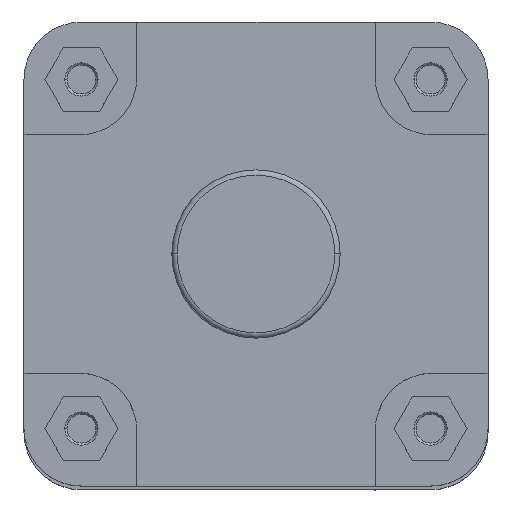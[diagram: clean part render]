
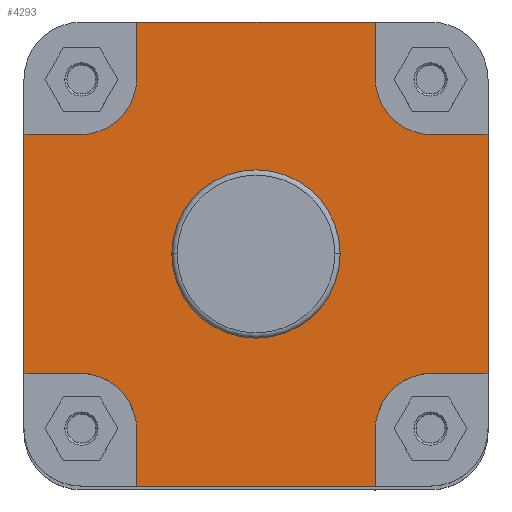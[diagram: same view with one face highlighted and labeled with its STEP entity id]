
A CAD part, top view. The second image highlights one B-rep face of the part: STEP entity #4293.
In plain terms, the highlighted planar face has unit normal (0, 0, 1).
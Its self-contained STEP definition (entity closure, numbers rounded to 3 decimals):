
#788 = CARTESIAN_POINT ( 'NONE',  ( 0., 39.9, -65.368 ) ) ;
#796 = CARTESIAN_POINT ( 'NONE',  ( 56.5, 83.75, -65.368 ) ) ;
#800 = CARTESIAN_POINT ( 'NONE',  ( -56.5, 110., -65.368 ) ) ;
#801 = PLANE ( 'NONE',  #1401 ) ;
#802 = DIRECTION ( 'NONE',  ( 0., 0., -1. ) ) ;
#803 = DIRECTION ( 'NONE',  ( -1., 0., 0. ) ) ;
#804 = CARTESIAN_POINT ( 'NONE',  ( -83.75, -56.5, -65.368 ) ) ;
#805 = CARTESIAN_POINT ( 'NONE',  ( 110., -56.5, -65.368 ) ) ;
#806 = CARTESIAN_POINT ( 'NONE',  ( 56.5, 110., -65.368 ) ) ;
#807 = CARTESIAN_POINT ( 'NONE',  ( 110., 56.5, -65.368 ) ) ;
#808 = CARTESIAN_POINT ( 'NONE',  ( 83.75, 56.5, -65.368 ) ) ;
#810 = CARTESIAN_POINT ( 'NONE',  ( -110., -56.5, -65.368 ) ) ;
#812 = CARTESIAN_POINT ( 'NONE',  ( 56.5, -110., -65.368 ) ) ;
#813 = CARTESIAN_POINT ( 'NONE',  ( -56.5, -110., -65.368 ) ) ;
#814 = CARTESIAN_POINT ( 'NONE',  ( 56.5, -83.75, -65.368 ) ) ;
#815 = CARTESIAN_POINT ( 'NONE',  ( 83.75, -56.5, -65.368 ) ) ;
#824 = CARTESIAN_POINT ( 'NONE',  ( -83.75, 56.5, -65.368 ) ) ;
#827 = CARTESIAN_POINT ( 'NONE',  ( -56.5, 83.75, -65.368 ) ) ;
#833 = CARTESIAN_POINT ( 'NONE',  ( -56.5, -83.75, -65.368 ) ) ;
#837 = CARTESIAN_POINT ( 'NONE',  ( -110., 56.5, -65.368 ) ) ;
#1029 = CARTESIAN_POINT ( 'NONE',  ( 39.9, 0., -65.368 ) ) ;
#1036 = CARTESIAN_POINT ( 'NONE',  ( -39.9, 0., -65.368 ) ) ;
#1226 = CARTESIAN_POINT ( 'NONE',  ( 0., 0., -65.368 ) ) ;
#1228 = DIRECTION ( 'NONE',  ( 0., 0., 1. ) ) ;
#1229 = DIRECTION ( 'NONE',  ( 1., 0., 0. ) ) ;
#1401 = AXIS2_PLACEMENT_3D ( 'NONE', #788, #802, #803 ) ;
#1417 = AXIS2_PLACEMENT_3D ( 'NONE', #1226, #1228, #1229 ) ;
#1420 = AXIS2_PLACEMENT_3D ( 'NONE', #2570, #2571, #2572 ) ;
#1426 = AXIS2_PLACEMENT_3D ( 'NONE', #2547, #2548, #2549 ) ;
#1428 = AXIS2_PLACEMENT_3D ( 'NONE', #2561, #2562, #2563 ) ;
#1429 = AXIS2_PLACEMENT_3D ( 'NONE', #2554, #2555, #2556 ) ;
#1430 = AXIS2_PLACEMENT_3D ( 'NONE', #2579, #2580, #2581 ) ;
#1651 = CIRCLE ( 'NONE', #1417, 39.9 ) ;
#1744 = LINE ( 'NONE', #2544, #1748 ) ;
#1747 = VECTOR ( 'NONE', #2551, 1000. ) ;
#1748 = VECTOR ( 'NONE', #2546, 1000. ) ;
#1749 = LINE ( 'NONE', #2550, #1747 ) ;
#1750 = VECTOR ( 'NONE', #2565, 1000. ) ;
#1751 = LINE ( 'NONE', #2545, #1753 ) ;
#1752 = CIRCLE ( 'NONE', #1426, 39.9 ) ;
#1753 = VECTOR ( 'NONE', #2553, 1000. ) ;
#1754 = VECTOR ( 'NONE', #2557, 1000. ) ;
#1755 = LINE ( 'NONE', #2552, #1754 ) ;
#1756 = CIRCLE ( 'NONE', #1429, 27.25 ) ;
#1757 = LINE ( 'NONE', #2559, #1758 ) ;
#1758 = VECTOR ( 'NONE', #2560, 1000. ) ;
#1759 = LINE ( 'NONE', #2566, #1764 ) ;
#1760 = LINE ( 'NONE', #2564, #1763 ) ;
#1761 = LINE ( 'NONE', #2558, #1750 ) ;
#1762 = CIRCLE ( 'NONE', #1428, 27.25 ) ;
#1763 = VECTOR ( 'NONE', #2567, 1000. ) ;
#1764 = VECTOR ( 'NONE', #2569, 1000. ) ;
#1765 = VECTOR ( 'NONE', #2574, 1000. ) ;
#1766 = LINE ( 'NONE', #2575, #1771 ) ;
#1767 = LINE ( 'NONE', #2573, #1770 ) ;
#1768 = LINE ( 'NONE', #2568, #1765 ) ;
#1769 = CIRCLE ( 'NONE', #1420, 27.25 ) ;
#1770 = VECTOR ( 'NONE', #2576, 1000. ) ;
#1771 = VECTOR ( 'NONE', #2578, 1000. ) ;
#1772 = VECTOR ( 'NONE', #2583, 1000. ) ;
#1773 = LINE ( 'NONE', #2577, #1772 ) ;
#1774 = CIRCLE ( 'NONE', #1430, 27.25 ) ;
#2544 = CARTESIAN_POINT ( 'NONE',  ( -56.5, -83.75, -65.368 ) ) ;
#2545 = CARTESIAN_POINT ( 'NONE',  ( -110., -242.141, -65.368 ) ) ;
#2546 = DIRECTION ( 'NONE',  ( 0., 1., 0. ) ) ;
#2547 = CARTESIAN_POINT ( 'NONE',  ( 0., 0., -65.368 ) ) ;
#2548 = DIRECTION ( 'NONE',  ( 0., 0., 1. ) ) ;
#2549 = DIRECTION ( 'NONE',  ( 1., 0., 0. ) ) ;
#2550 = CARTESIAN_POINT ( 'NONE',  ( -110., -56.5, -65.368 ) ) ;
#2551 = DIRECTION ( 'NONE',  ( -1., 0., 0. ) ) ;
#2552 = CARTESIAN_POINT ( 'NONE',  ( 0., -110., -65.368 ) ) ;
#2553 = DIRECTION ( 'NONE',  ( 0., -1., 0. ) ) ;
#2554 = CARTESIAN_POINT ( 'NONE',  ( -83.75, -83.75, -65.368 ) ) ;
#2555 = DIRECTION ( 'NONE',  ( 0., 0., 1. ) ) ;
#2556 = DIRECTION ( 'NONE',  ( -1., 0., 0. ) ) ;
#2557 = DIRECTION ( 'NONE',  ( 1., 0., 0. ) ) ;
#2558 = CARTESIAN_POINT ( 'NONE',  ( 83.75, -56.5, -65.368 ) ) ;
#2559 = CARTESIAN_POINT ( 'NONE',  ( 56.5, -110., -65.368 ) ) ;
#2560 = DIRECTION ( 'NONE',  ( 0., -1., 0. ) ) ;
#2561 = CARTESIAN_POINT ( 'NONE',  ( 83.75, -83.75, -65.368 ) ) ;
#2562 = DIRECTION ( 'NONE',  ( 0., 0., 1. ) ) ;
#2563 = DIRECTION ( 'NONE',  ( -1., 0., 0. ) ) ;
#2564 = CARTESIAN_POINT ( 'NONE',  ( 110., -242.141, -65.368 ) ) ;
#2565 = DIRECTION ( 'NONE',  ( -1., 0., 0. ) ) ;
#2566 = CARTESIAN_POINT ( 'NONE',  ( 110., 56.5, -65.368 ) ) ;
#2567 = DIRECTION ( 'NONE',  ( 0., -1., 0. ) ) ;
#2568 = CARTESIAN_POINT ( 'NONE',  ( 56.5, 83.75, -65.368 ) ) ;
#2569 = DIRECTION ( 'NONE',  ( 1., 0., 0. ) ) ;
#2570 = CARTESIAN_POINT ( 'NONE',  ( 83.75, 83.75, -65.368 ) ) ;
#2571 = DIRECTION ( 'NONE',  ( 0., 0., 1. ) ) ;
#2572 = DIRECTION ( 'NONE',  ( -1., 0., 0. ) ) ;
#2573 = CARTESIAN_POINT ( 'NONE',  ( 0., 110., -65.368 ) ) ;
#2574 = DIRECTION ( 'NONE',  ( 0., -1., 0. ) ) ;
#2575 = CARTESIAN_POINT ( 'NONE',  ( -56.5, 110., -65.368 ) ) ;
#2576 = DIRECTION ( 'NONE',  ( 1., 0., 0. ) ) ;
#2577 = CARTESIAN_POINT ( 'NONE',  ( -83.75, 56.5, -65.368 ) ) ;
#2578 = DIRECTION ( 'NONE',  ( 0., 1., 0. ) ) ;
#2579 = CARTESIAN_POINT ( 'NONE',  ( -83.75, 83.75, -65.368 ) ) ;
#2580 = DIRECTION ( 'NONE',  ( 0., 0., 1. ) ) ;
#2581 = DIRECTION ( 'NONE',  ( -1., 0., 0. ) ) ;
#2583 = DIRECTION ( 'NONE',  ( 1., 0., 0. ) ) ;
#3741 = EDGE_LOOP ( 'NONE', ( #6373, #6372, #6371, #6370, #6369, #6368, #6367, #6366, #6365, #6364, #6363, #6362, #6361, #6360, #6359, #6358 ) ) ;
#4293 = ADVANCED_FACE ( 'NONE', ( #7171, #7170 ), #801, .F. ) ;
#4315 = VERTEX_POINT ( 'NONE', #800 ) ;
#4316 = VERTEX_POINT ( 'NONE', #806 ) ;
#4317 = VERTEX_POINT ( 'NONE', #796 ) ;
#4318 = VERTEX_POINT ( 'NONE', #807 ) ;
#4320 = VERTEX_POINT ( 'NONE', #808 ) ;
#4321 = VERTEX_POINT ( 'NONE', #805 ) ;
#4323 = VERTEX_POINT ( 'NONE', #804 ) ;
#4324 = VERTEX_POINT ( 'NONE', #810 ) ;
#4326 = VERTEX_POINT ( 'NONE', #812 ) ;
#4327 = VERTEX_POINT ( 'NONE', #813 ) ;
#4328 = VERTEX_POINT ( 'NONE', #814 ) ;
#4329 = VERTEX_POINT ( 'NONE', #815 ) ;
#4338 = VERTEX_POINT ( 'NONE', #824 ) ;
#4342 = VERTEX_POINT ( 'NONE', #827 ) ;
#4350 = VERTEX_POINT ( 'NONE', #833 ) ;
#4354 = VERTEX_POINT ( 'NONE', #837 ) ;
#4587 = VERTEX_POINT ( 'NONE', #1029 ) ;
#4595 = VERTEX_POINT ( 'NONE', #1036 ) ;
#4768 = EDGE_CURVE ( 'NONE', #4587, #4595, #1651, .T. ) ;
#4823 = EDGE_CURVE ( 'NONE', #4327, #4350, #1744, .T. ) ;
#4824 = EDGE_CURVE ( 'NONE', #4595, #4587, #1752, .T. ) ;
#4825 = EDGE_CURVE ( 'NONE', #4323, #4324, #1749, .T. ) ;
#4826 = EDGE_CURVE ( 'NONE', #4354, #4324, #1751, .T. ) ;
#4827 = EDGE_CURVE ( 'NONE', #4350, #4323, #1756, .T. ) ;
#4828 = EDGE_CURVE ( 'NONE', #4327, #4326, #1755, .T. ) ;
#4829 = EDGE_CURVE ( 'NONE', #4328, #4326, #1757, .T. ) ;
#4830 = EDGE_CURVE ( 'NONE', #4329, #4328, #1762, .T. ) ;
#4831 = EDGE_CURVE ( 'NONE', #4321, #4329, #1761, .T. ) ;
#4832 = EDGE_CURVE ( 'NONE', #4318, #4321, #1760, .T. ) ;
#4833 = EDGE_CURVE ( 'NONE', #4320, #4318, #1759, .T. ) ;
#4834 = EDGE_CURVE ( 'NONE', #4317, #4320, #1769, .T. ) ;
#4835 = EDGE_CURVE ( 'NONE', #4316, #4317, #1768, .T. ) ;
#4836 = EDGE_CURVE ( 'NONE', #4315, #4316, #1767, .T. ) ;
#4837 = EDGE_CURVE ( 'NONE', #4342, #4315, #1766, .T. ) ;
#4838 = EDGE_CURVE ( 'NONE', #4338, #4342, #1774, .T. ) ;
#4839 = EDGE_CURVE ( 'NONE', #4354, #4338, #1773, .T. ) ;
#6165 = EDGE_LOOP ( 'NONE', ( #6375, #6374 ) ) ;
#6358 = ORIENTED_EDGE ( 'NONE', *, *, #4839, .F. ) ;
#6359 = ORIENTED_EDGE ( 'NONE', *, *, #4838, .F. ) ;
#6360 = ORIENTED_EDGE ( 'NONE', *, *, #4837, .F. ) ;
#6361 = ORIENTED_EDGE ( 'NONE', *, *, #4836, .F. ) ;
#6362 = ORIENTED_EDGE ( 'NONE', *, *, #4835, .F. ) ;
#6363 = ORIENTED_EDGE ( 'NONE', *, *, #4834, .F. ) ;
#6364 = ORIENTED_EDGE ( 'NONE', *, *, #4833, .F. ) ;
#6365 = ORIENTED_EDGE ( 'NONE', *, *, #4832, .F. ) ;
#6366 = ORIENTED_EDGE ( 'NONE', *, *, #4831, .F. ) ;
#6367 = ORIENTED_EDGE ( 'NONE', *, *, #4830, .F. ) ;
#6368 = ORIENTED_EDGE ( 'NONE', *, *, #4829, .F. ) ;
#6369 = ORIENTED_EDGE ( 'NONE', *, *, #4828, .T. ) ;
#6370 = ORIENTED_EDGE ( 'NONE', *, *, #4823, .F. ) ;
#6371 = ORIENTED_EDGE ( 'NONE', *, *, #4827, .F. ) ;
#6372 = ORIENTED_EDGE ( 'NONE', *, *, #4825, .F. ) ;
#6373 = ORIENTED_EDGE ( 'NONE', *, *, #4826, .T. ) ;
#6374 = ORIENTED_EDGE ( 'NONE', *, *, #4824, .F. ) ;
#6375 = ORIENTED_EDGE ( 'NONE', *, *, #4768, .F. ) ;
#7170 = FACE_OUTER_BOUND ( 'NONE', #3741, .T. ) ;
#7171 = FACE_BOUND ( 'NONE', #6165, .T. ) ;
